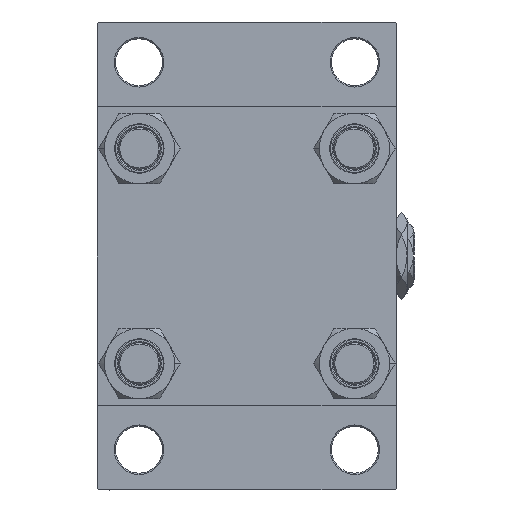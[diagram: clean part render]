
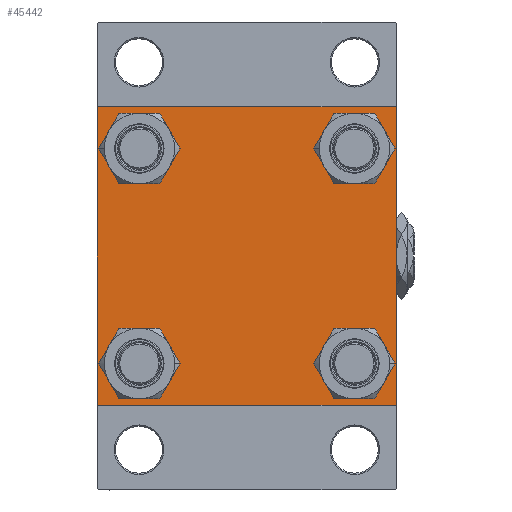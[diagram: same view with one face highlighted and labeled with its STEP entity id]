
A CAD part, left-side view. The second image highlights one B-rep face of the part: STEP entity #45442.
In plain terms, the highlighted planar face has unit normal (-1, 0, 0).
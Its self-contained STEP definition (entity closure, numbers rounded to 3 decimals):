
#301 = VERTEX_POINT ( 'NONE', #27160 ) ;
#496 = FACE_BOUND ( 'NONE', #32467, .T. ) ;
#1097 = DIRECTION ( 'NONE',  ( 0., -1., 0. ) ) ;
#1431 = EDGE_CURVE ( 'NONE', #37601, #9854, #48243, .T. ) ;
#1509 = EDGE_CURVE ( 'NONE', #19938, #14495, #35225, .T. ) ;
#2642 = DIRECTION ( 'NONE',  ( 0., 0., -1. ) ) ;
#2729 = LINE ( 'NONE', #29963, #15444 ) ;
#2798 = ORIENTED_EDGE ( 'NONE', *, *, #11715, .T. ) ;
#3028 = ORIENTED_EDGE ( 'NONE', *, *, #15008, .T. ) ;
#3163 = ORIENTED_EDGE ( 'NONE', *, *, #33893, .T. ) ;
#3895 = AXIS2_PLACEMENT_3D ( 'NONE', #33334, #31042, #27011 ) ;
#4029 = CARTESIAN_POINT ( 'NONE',  ( 0., -57., 57.5 ) ) ;
#4157 = AXIS2_PLACEMENT_3D ( 'NONE', #13189, #28549, #21000 ) ;
#4178 = VERTEX_POINT ( 'NONE', #46105 ) ;
#4293 = FACE_BOUND ( 'NONE', #47392, .T. ) ;
#4973 = VECTOR ( 'NONE', #8031, 1000. ) ;
#6403 = EDGE_CURVE ( 'NONE', #4178, #28877, #48312, .T. ) ;
#7088 = CARTESIAN_POINT ( 'NONE',  ( 0., -41.35, 41.35 ) ) ;
#8031 = DIRECTION ( 'NONE',  ( 0., -0.707, -0.707 ) ) ;
#8289 = ORIENTED_EDGE ( 'NONE', *, *, #40551, .T. ) ;
#8584 = FACE_BOUND ( 'NONE', #9729, .T. ) ;
#9628 = VERTEX_POINT ( 'NONE', #10208 ) ;
#9729 = EDGE_LOOP ( 'NONE', ( #47869, #21658 ) ) ;
#9854 = VERTEX_POINT ( 'NONE', #35140 ) ;
#10113 = CARTESIAN_POINT ( 'NONE',  ( 0., -41.35, -32.85 ) ) ;
#10208 = CARTESIAN_POINT ( 'NONE',  ( 0., 57.5, -57. ) ) ;
#10608 = VERTEX_POINT ( 'NONE', #29705 ) ;
#11062 = CARTESIAN_POINT ( 'NONE',  ( 0., 57.25, -57.25 ) ) ;
#11678 = ORIENTED_EDGE ( 'NONE', *, *, #22112, .T. ) ;
#11715 = EDGE_CURVE ( 'NONE', #29426, #44590, #2729, .T. ) ;
#12046 = DIRECTION ( 'NONE',  ( 0., 0., 1. ) ) ;
#13189 = CARTESIAN_POINT ( 'NONE',  ( 0., 41.35, 41.35 ) ) ;
#13417 = CIRCLE ( 'NONE', #20667, 8.5 ) ;
#14495 = VERTEX_POINT ( 'NONE', #22236 ) ;
#14834 = VERTEX_POINT ( 'NONE', #25219 ) ;
#15008 = EDGE_CURVE ( 'NONE', #9628, #301, #45634, .T. ) ;
#15444 = VECTOR ( 'NONE', #34005, 1000. ) ;
#16372 = ORIENTED_EDGE ( 'NONE', *, *, #1431, .T. ) ;
#16489 = LINE ( 'NONE', #47274, #37657 ) ;
#16625 = DIRECTION ( 'NONE',  ( 0., 0., 1. ) ) ;
#17734 = VECTOR ( 'NONE', #48548, 1000. ) ;
#17870 = ORIENTED_EDGE ( 'NONE', *, *, #1509, .T. ) ;
#18949 = CARTESIAN_POINT ( 'NONE',  ( 0., 57.25, 57.25 ) ) ;
#19042 = CARTESIAN_POINT ( 'NONE',  ( 0., 57.5, 57.5 ) ) ;
#19048 = EDGE_CURVE ( 'NONE', #14495, #19938, #32315, .T. ) ;
#19319 = AXIS2_PLACEMENT_3D ( 'NONE', #31517, #19442, #42913 ) ;
#19442 = DIRECTION ( 'NONE',  ( -1., 0., 0. ) ) ;
#19919 = ORIENTED_EDGE ( 'NONE', *, *, #27344, .T. ) ;
#19938 = VERTEX_POINT ( 'NONE', #21989 ) ;
#20006 = CARTESIAN_POINT ( 'NONE',  ( 0., -41.35, -41.35 ) ) ;
#20195 = PLANE ( 'NONE',  #19319 ) ;
#20667 = AXIS2_PLACEMENT_3D ( 'NONE', #28702, #24928, #16625 ) ;
#21000 = DIRECTION ( 'NONE',  ( 0., 0., 1. ) ) ;
#21410 = CIRCLE ( 'NONE', #31862, 8.5 ) ;
#21433 = ORIENTED_EDGE ( 'NONE', *, *, #28271, .T. ) ;
#21549 = CARTESIAN_POINT ( 'NONE',  ( 0., -57.5, 57.5 ) ) ;
#21658 = ORIENTED_EDGE ( 'NONE', *, *, #6403, .T. ) ;
#21989 = CARTESIAN_POINT ( 'NONE',  ( 0., 41.35, 32.85 ) ) ;
#22112 = EDGE_CURVE ( 'NONE', #10608, #14834, #48056, .T. ) ;
#22236 = CARTESIAN_POINT ( 'NONE',  ( 0., 41.35, 49.85 ) ) ;
#22786 = DIRECTION ( 'NONE',  ( 1., 0., 0. ) ) ;
#23251 = AXIS2_PLACEMENT_3D ( 'NONE', #7088, #37618, #44956 ) ;
#23791 = DIRECTION ( 'NONE',  ( 0., 0., 1. ) ) ;
#23973 = FACE_OUTER_BOUND ( 'NONE', #26827, .T. ) ;
#24928 = DIRECTION ( 'NONE',  ( 1., 0., 0. ) ) ;
#25086 = EDGE_LOOP ( 'NONE', ( #41613, #17870 ) ) ;
#25219 = CARTESIAN_POINT ( 'NONE',  ( 0., 57.5, 57. ) ) ;
#25875 = EDGE_CURVE ( 'NONE', #10608, #44590, #33400, .T. ) ;
#25890 = CIRCLE ( 'NONE', #42009, 8.5 ) ;
#26827 = EDGE_LOOP ( 'NONE', ( #21433, #3028, #8289, #49627, #44829, #2798, #30242, #11678 ) ) ;
#27011 = DIRECTION ( 'NONE',  ( 0., 0., 1. ) ) ;
#27160 = CARTESIAN_POINT ( 'NONE',  ( 0., 57., -57.5 ) ) ;
#27344 = EDGE_CURVE ( 'NONE', #9854, #37601, #38151, .T. ) ;
#27825 = DIRECTION ( 'NONE',  ( 0., -0.707, 0.707 ) ) ;
#28110 = VERTEX_POINT ( 'NONE', #44058 ) ;
#28271 = EDGE_CURVE ( 'NONE', #14834, #9628, #29875, .T. ) ;
#28317 = CARTESIAN_POINT ( 'NONE',  ( 0., -57., -57.5 ) ) ;
#28549 = DIRECTION ( 'NONE',  ( 1., 0., 0. ) ) ;
#28594 = CARTESIAN_POINT ( 'NONE',  ( 0., -57.5, 57. ) ) ;
#28702 = CARTESIAN_POINT ( 'NONE',  ( 0., 41.35, -41.35 ) ) ;
#28877 = VERTEX_POINT ( 'NONE', #10113 ) ;
#29426 = VERTEX_POINT ( 'NONE', #28594 ) ;
#29705 = CARTESIAN_POINT ( 'NONE',  ( 0., 57., 57.5 ) ) ;
#29875 = LINE ( 'NONE', #19042, #47857 ) ;
#29963 = CARTESIAN_POINT ( 'NONE',  ( 0., -57.25, 57.25 ) ) ;
#30242 = ORIENTED_EDGE ( 'NONE', *, *, #25875, .F. ) ;
#30716 = VECTOR ( 'NONE', #44525, 1000. ) ;
#31042 = DIRECTION ( 'NONE',  ( 1., 0., 0. ) ) ;
#31517 = CARTESIAN_POINT ( 'NONE',  ( 0., 0., 0. ) ) ;
#31614 = DIRECTION ( 'NONE',  ( 1., 0., 0. ) ) ;
#31620 = CARTESIAN_POINT ( 'NONE',  ( 0., 57.5, -57.5 ) ) ;
#31692 = DIRECTION ( 'NONE',  ( 1., 0., 0. ) ) ;
#31862 = AXIS2_PLACEMENT_3D ( 'NONE', #37778, #41826, #32992 ) ;
#32202 = VERTEX_POINT ( 'NONE', #34692 ) ;
#32315 = CIRCLE ( 'NONE', #4157, 8.5 ) ;
#32467 = EDGE_LOOP ( 'NONE', ( #3163, #40866 ) ) ;
#32992 = DIRECTION ( 'NONE',  ( 0., 0., 1. ) ) ;
#33334 = CARTESIAN_POINT ( 'NONE',  ( 0., 41.35, 41.35 ) ) ;
#33400 = LINE ( 'NONE', #41731, #42965 ) ;
#33893 = EDGE_CURVE ( 'NONE', #28110, #32202, #13417, .T. ) ;
#34005 = DIRECTION ( 'NONE',  ( 0., 0.707, 0.707 ) ) ;
#34150 = DIRECTION ( 'NONE',  ( 0., -1., 0. ) ) ;
#34483 = CARTESIAN_POINT ( 'NONE',  ( 0., -41.35, -41.35 ) ) ;
#34692 = CARTESIAN_POINT ( 'NONE',  ( 0., 41.35, -49.85 ) ) ;
#34899 = AXIS2_PLACEMENT_3D ( 'NONE', #46529, #31614, #42497 ) ;
#35140 = CARTESIAN_POINT ( 'NONE',  ( 0., -41.35, 32.85 ) ) ;
#35225 = CIRCLE ( 'NONE', #3895, 8.5 ) ;
#35645 = EDGE_CURVE ( 'NONE', #32202, #28110, #21410, .T. ) ;
#35668 = LINE ( 'NONE', #31620, #40132 ) ;
#37428 = CARTESIAN_POINT ( 'NONE',  ( 0., -57.5, -57. ) ) ;
#37601 = VERTEX_POINT ( 'NONE', #44327 ) ;
#37618 = DIRECTION ( 'NONE',  ( 1., 0., 0. ) ) ;
#37657 = VECTOR ( 'NONE', #27825, 1000. ) ;
#37778 = CARTESIAN_POINT ( 'NONE',  ( 0., 41.35, -41.35 ) ) ;
#38003 = VERTEX_POINT ( 'NONE', #37428 ) ;
#38151 = CIRCLE ( 'NONE', #34899, 8.5 ) ;
#38721 = VERTEX_POINT ( 'NONE', #28317 ) ;
#39616 = EDGE_CURVE ( 'NONE', #38721, #38003, #16489, .T. ) ;
#40132 = VECTOR ( 'NONE', #1097, 1000. ) ;
#40551 = EDGE_CURVE ( 'NONE', #301, #38721, #35668, .T. ) ;
#40725 = LINE ( 'NONE', #21549, #17734 ) ;
#40866 = ORIENTED_EDGE ( 'NONE', *, *, #35645, .T. ) ;
#41613 = ORIENTED_EDGE ( 'NONE', *, *, #19048, .T. ) ;
#41731 = CARTESIAN_POINT ( 'NONE',  ( 0., 57.5, 57.5 ) ) ;
#41826 = DIRECTION ( 'NONE',  ( 1., 0., 0. ) ) ;
#42009 = AXIS2_PLACEMENT_3D ( 'NONE', #34483, #31692, #12046 ) ;
#42497 = DIRECTION ( 'NONE',  ( 0., 0., 1. ) ) ;
#42913 = DIRECTION ( 'NONE',  ( 0., 0., 1. ) ) ;
#42965 = VECTOR ( 'NONE', #34150, 1000. ) ;
#44058 = CARTESIAN_POINT ( 'NONE',  ( 0., 41.35, -32.85 ) ) ;
#44327 = CARTESIAN_POINT ( 'NONE',  ( 0., -41.35, 49.85 ) ) ;
#44525 = DIRECTION ( 'NONE',  ( 0., 0.707, -0.707 ) ) ;
#44590 = VERTEX_POINT ( 'NONE', #4029 ) ;
#44829 = ORIENTED_EDGE ( 'NONE', *, *, #46163, .F. ) ;
#44956 = DIRECTION ( 'NONE',  ( 0., 0., 1. ) ) ;
#45442 = ADVANCED_FACE ( 'NONE', ( #4293, #8584, #496, #46941, #23973 ), #20195, .T. ) ;
#45634 = LINE ( 'NONE', #11062, #4973 ) ;
#46105 = CARTESIAN_POINT ( 'NONE',  ( 0., -41.35, -49.85 ) ) ;
#46163 = EDGE_CURVE ( 'NONE', #29426, #38003, #40725, .T. ) ;
#46529 = CARTESIAN_POINT ( 'NONE',  ( 0., -41.35, 41.35 ) ) ;
#46941 = FACE_BOUND ( 'NONE', #25086, .T. ) ;
#47274 = CARTESIAN_POINT ( 'NONE',  ( 0., -57.25, -57.25 ) ) ;
#47392 = EDGE_LOOP ( 'NONE', ( #16372, #19919 ) ) ;
#47857 = VECTOR ( 'NONE', #2642, 1000. ) ;
#47869 = ORIENTED_EDGE ( 'NONE', *, *, #48986, .T. ) ;
#48056 = LINE ( 'NONE', #18949, #30716 ) ;
#48243 = CIRCLE ( 'NONE', #23251, 8.5 ) ;
#48312 = CIRCLE ( 'NONE', #49908, 8.5 ) ;
#48548 = DIRECTION ( 'NONE',  ( 0., 0., -1. ) ) ;
#48986 = EDGE_CURVE ( 'NONE', #28877, #4178, #25890, .T. ) ;
#49627 = ORIENTED_EDGE ( 'NONE', *, *, #39616, .T. ) ;
#49908 = AXIS2_PLACEMENT_3D ( 'NONE', #20006, #22786, #23791 ) ;
